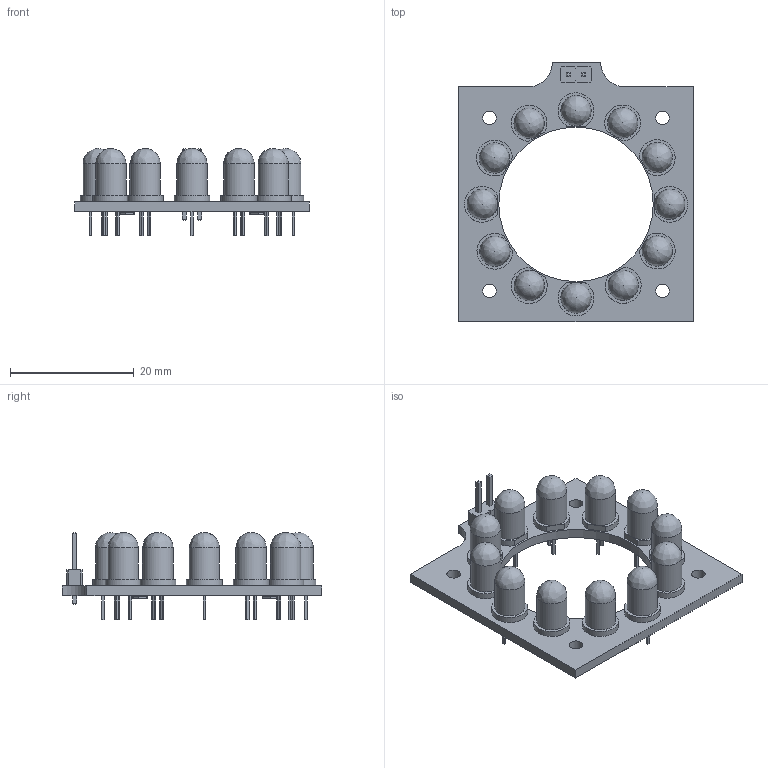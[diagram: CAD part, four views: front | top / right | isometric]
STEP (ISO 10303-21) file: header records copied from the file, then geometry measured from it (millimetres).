
FILE_DESCRIPTION(('KiCad electronic assembly'),'2;1');
FILE_NAME('Ring_Light_PCB.step','2022-04-04T10:38:40',('Pcbnew'),( 'Kicad'),'Open CASCADE STEP processor 7.6','KiCad to STEP converter' ,'Unknown');
FILE_SCHEMA(('AUTOMOTIVE_DESIGN { 1 0 10303 214 1 1 1 1 }'));
Length unit declared in the file: millimetre
Products named in the file (8): Ring_Light_PCB 1; PinHeader_1x02_P2.54mm_Vertical; SOLID; LED_D5.0mm; R_0805_2012Metric; Ring_Light_PCB PCB
Assembly tree (21 placements, depth 3):
  Ring_Light_PCB 1
    PinHeader_1x02_P2.54mm_Vertical
      SOLID
    LED_D5.0mm  x12
      SOLID
    R_0805_2012Metric  x4
      SOLID
    Ring_Light_PCB PCB
Bounding box: 38 x 42 x 14.1 mm (x, y, z)
Volume: 3462.1 mm3; surface area: 4821 mm2
Topology: 18 solids, 18 shells, 389 faces, 931 edges, 606 vertices
Faces by surface type: bspline 348, cylinder 33, plane 8
Full cylindrical faces by diameter (mm): 0.9 x24, 1 x2, 2.2 x4, 25 x1
Entity records: 9137 total; most frequent: CARTESIAN_POINT 2919, ORIENTED_EDGE 682, PCURVE 682, DEFINITIONAL_REPRESENTATION 682, B_SPLINE_CURVE_WITH_KNOTS 632, DIRECTION 477, EDGE_CURVE 341, SURFACE_CURVE 308
